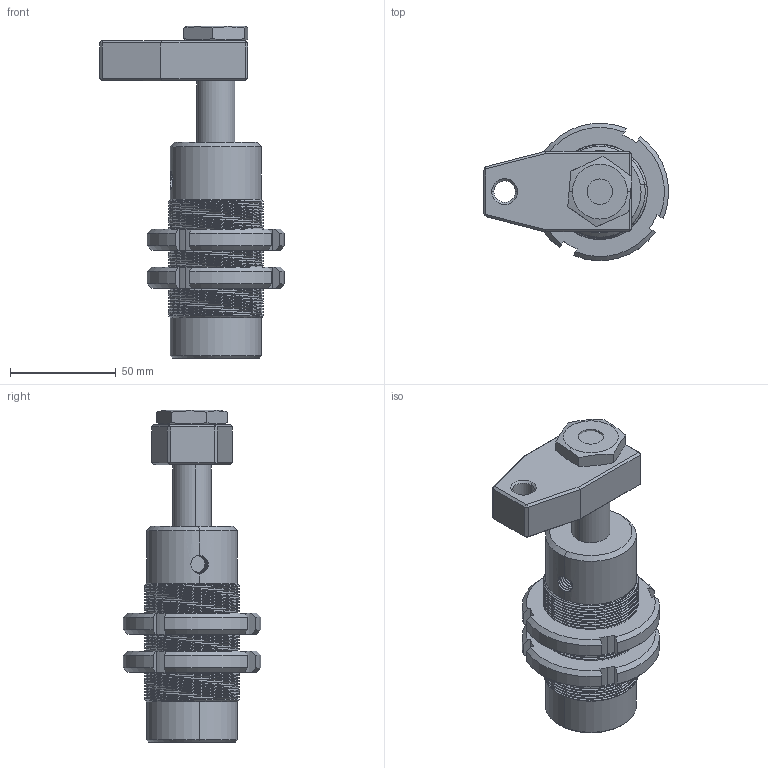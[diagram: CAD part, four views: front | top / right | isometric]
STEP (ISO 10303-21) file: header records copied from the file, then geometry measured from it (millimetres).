
FILE_DESCRIPTION (( 'STEP AP214' ), '1' );
FILE_NAME ('NFT-25A.STEP', '2018-08-27T08:34:09', ( 'Windows' ), ( 'Microsoft' ), 'SwSTEP 2.0', 'SolidWorks 2015', '' );
FILE_SCHEMA (( 'AUTOMOTIVE_DESIGN' ));
Length unit declared in the file: millimetre
Products named in the file (5): 埴蹟譫-NDT-NFT-25; NFT-25A掛极; NFS-25揤旋; NFS-25鞠褒蹟簽; NFT-25A
Assembly tree (5 placements, depth 2):
  NFT-25A
    NFS-25鞠褒蹟簽
    NFS-25揤旋
    NFT-25A掛极
    埴蹟譫-NDT-NFT-25  x2
Bounding box: 87.44 x 64.89 x 157 mm (x, y, z)
Volume: 242229 mm3; surface area: 50374.5 mm2
Topology: 5 solids, 5 shells, 268 faces, 711 edges, 458 vertices
Faces by surface type: cylinder 149, plane 71, cone 39, bspline 7, torus 2
Entity records: 14296 total; most frequent: CARTESIAN_POINT 8830, ORIENTED_EDGE 1260, DIRECTION 931, EDGE_CURVE 630, VERTEX_POINT 404, AXIS2_PLACEMENT_3D 336, LINE 259, VECTOR 259
